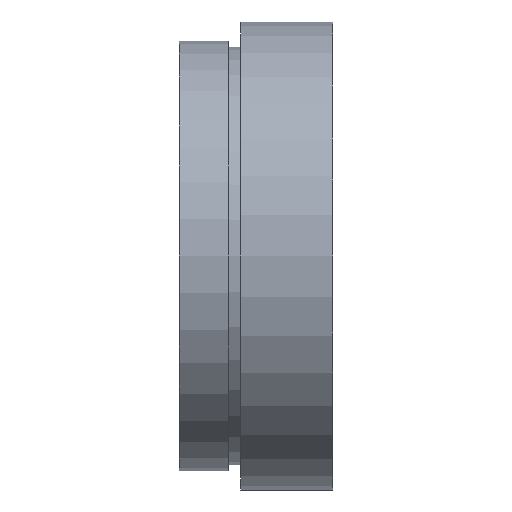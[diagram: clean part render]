
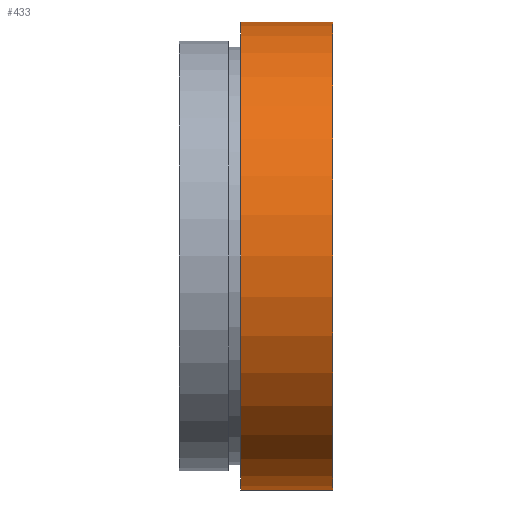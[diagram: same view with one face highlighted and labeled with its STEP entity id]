
A CAD part, left-side view. The second image highlights one B-rep face of the part: STEP entity #433.
In plain terms, the highlighted cylindrical face has radius 19.05 mm (diameter 38.1 mm), a partial arc.
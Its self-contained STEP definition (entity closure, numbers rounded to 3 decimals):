
#1 = CARTESIAN_POINT ( 'NONE',  ( 0., 0., 0. ) ) ;
#3 = ORIENTED_EDGE ( 'NONE', *, *, #212, .T. ) ;
#21 = CARTESIAN_POINT ( 'NONE',  ( 0., 0., 19.05 ) ) ;
#94 = DIRECTION ( 'NONE',  ( 0., 0., 1. ) ) ;
#113 = AXIS2_PLACEMENT_3D ( 'NONE', #136, #185, #581 ) ;
#120 = CARTESIAN_POINT ( 'NONE',  ( 0., 7.5, 19.05 ) ) ;
#131 = VERTEX_POINT ( 'NONE', #553 ) ;
#132 = VECTOR ( 'NONE', #183, 1000. ) ;
#136 = CARTESIAN_POINT ( 'NONE',  ( 0., 161.376, 0. ) ) ;
#141 = ORIENTED_EDGE ( 'NONE', *, *, #455, .F. ) ;
#153 = AXIS2_PLACEMENT_3D ( 'NONE', #1, #191, #94 ) ;
#180 = VERTEX_POINT ( 'NONE', #120 ) ;
#183 = DIRECTION ( 'NONE',  ( 0., 1., 0. ) ) ;
#185 = DIRECTION ( 'NONE',  ( 0., 1., 0. ) ) ;
#191 = DIRECTION ( 'NONE',  ( 0., 1., 0. ) ) ;
#192 = CARTESIAN_POINT ( 'NONE',  ( 0., 161.376, -19.05 ) ) ;
#208 = CYLINDRICAL_SURFACE ( 'NONE', #113, 19.05 ) ;
#212 = EDGE_CURVE ( 'NONE', #622, #180, #495, .T. ) ;
#267 = ORIENTED_EDGE ( 'NONE', *, *, #375, .F. ) ;
#287 = CARTESIAN_POINT ( 'NONE',  ( 0., 161.376, 19.05 ) ) ;
#342 = DIRECTION ( 'NONE',  ( 0., 0., 1. ) ) ;
#346 = ORIENTED_EDGE ( 'NONE', *, *, #360, .T. ) ;
#360 = EDGE_CURVE ( 'NONE', #479, #622, #427, .T. ) ;
#375 = EDGE_CURVE ( 'NONE', #131, #180, #576, .T. ) ;
#386 = EDGE_LOOP ( 'NONE', ( #141, #346, #3, #267 ) ) ;
#387 = DIRECTION ( 'NONE',  ( 0., 1., 0. ) ) ;
#397 = AXIS2_PLACEMENT_3D ( 'NONE', #439, #387, #342 ) ;
#427 = CIRCLE ( 'NONE', #153, 19.05 ) ;
#433 = ADVANCED_FACE ( 'NONE', ( #605 ), #208, .T. ) ;
#439 = CARTESIAN_POINT ( 'NONE',  ( 0., 7.5, 0. ) ) ;
#455 = EDGE_CURVE ( 'NONE', #479, #131, #556, .T. ) ;
#479 = VERTEX_POINT ( 'NONE', #536 ) ;
#495 = LINE ( 'NONE', #287, #132 ) ;
#508 = VECTOR ( 'NONE', #583, 1000. ) ;
#536 = CARTESIAN_POINT ( 'NONE',  ( 0., 0., -19.05 ) ) ;
#553 = CARTESIAN_POINT ( 'NONE',  ( 0., 7.5, -19.05 ) ) ;
#556 = LINE ( 'NONE', #192, #508 ) ;
#576 = CIRCLE ( 'NONE', #397, 19.05 ) ;
#581 = DIRECTION ( 'NONE',  ( 0., 0., 1. ) ) ;
#583 = DIRECTION ( 'NONE',  ( 0., 1., 0. ) ) ;
#605 = FACE_OUTER_BOUND ( 'NONE', #386, .T. ) ;
#622 = VERTEX_POINT ( 'NONE', #21 ) ;
